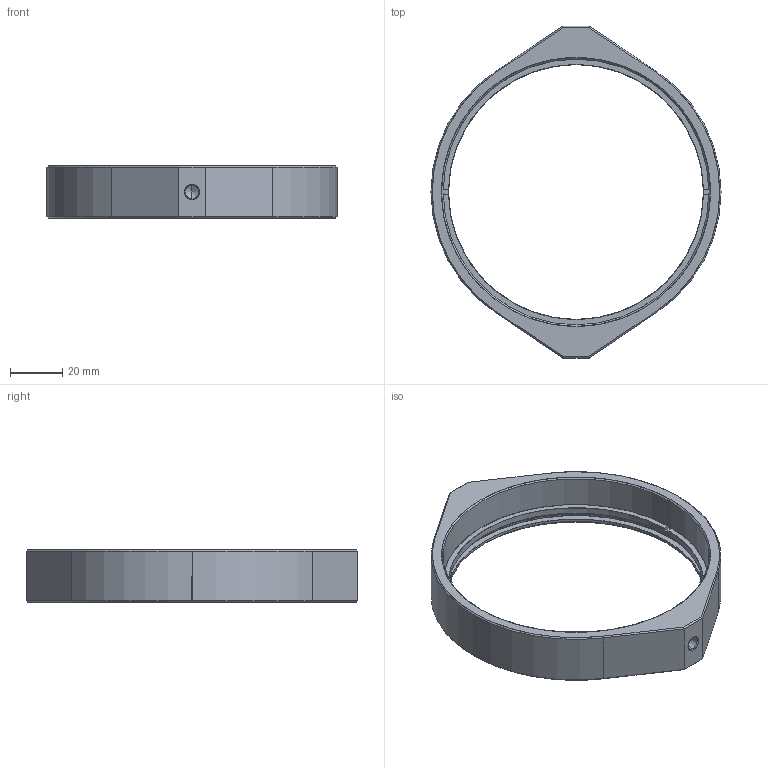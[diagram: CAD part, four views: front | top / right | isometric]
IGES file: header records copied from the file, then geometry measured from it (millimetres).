
Start section: SolidWorks IGES file using analytic representation for surfaces
Global section: file name: Web Model 18704_18704.igs; native system: SolidWorks 2018; preprocessor: SolidWorks 2018; author: JPoff; date: 211223.121306; units: millimetre
Bounding box: 111 x 127 x 20 mm (x, y, z)
Surface area: 21869.2 mm2 (no closed solid volume)
Topology: 0 solids, 0 shells, 70 faces, 1062 edges, 1058 vertices
Faces by surface type: revolution 39, bspline 31
